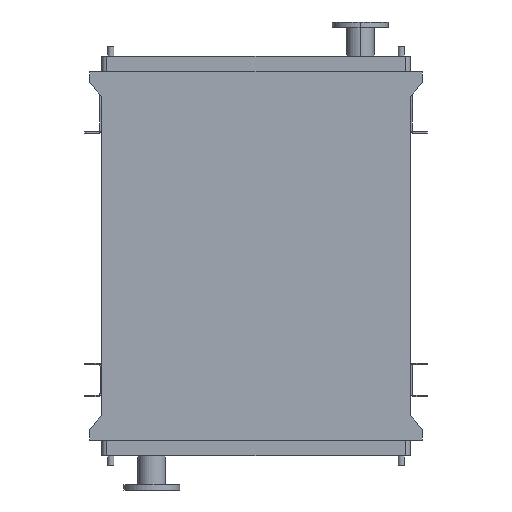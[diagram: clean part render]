
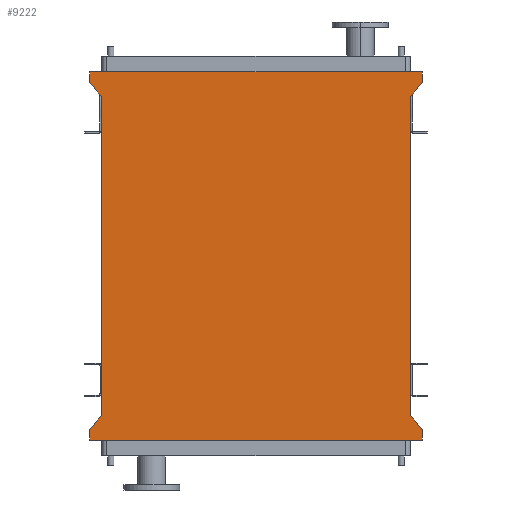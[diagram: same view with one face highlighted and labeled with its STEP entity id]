
A CAD part, front view. The second image highlights one B-rep face of the part: STEP entity #9222.
In plain terms, the highlighted planar face has unit normal (0, -1, 0).
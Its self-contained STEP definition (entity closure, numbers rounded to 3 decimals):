
#401 = ORIENTED_EDGE ( 'NONE', *, *, #3578, .F. ) ;
#484 = DIRECTION ( 'NONE',  ( 0., 0., 1. ) ) ;
#522 = AXIS2_PLACEMENT_3D ( 'NONE', #8018, #5819, #5681 ) ;
#533 = CARTESIAN_POINT ( 'NONE',  ( -651., 0., -1345. ) ) ;
#571 = CARTESIAN_POINT ( 'NONE',  ( 651., 0., 53. ) ) ;
#624 = VERTEX_POINT ( 'NONE', #5429 ) ;
#827 = LINE ( 'NONE', #10625, #1188 ) ;
#1039 = CARTESIAN_POINT ( 'NONE',  ( -651., 0., 53. ) ) ;
#1188 = VECTOR ( 'NONE', #11546, 1000. ) ;
#1287 = VECTOR ( 'NONE', #3002, 1000. ) ;
#1313 = LINE ( 'NONE', #12446, #12894 ) ;
#1448 = EDGE_CURVE ( 'NONE', #11672, #8066, #3721, .T. ) ;
#1600 = LINE ( 'NONE', #533, #2834 ) ;
#1872 = DIRECTION ( 'NONE',  ( 0., 0., -1. ) ) ;
#2187 = DIRECTION ( 'NONE',  ( 0., 0., 1. ) ) ;
#2627 = DIRECTION ( 'NONE',  ( -0.655, 0., -0.755 ) ) ;
#2809 = CARTESIAN_POINT ( 'NONE',  ( 651., 0., 95. ) ) ;
#2834 = VECTOR ( 'NONE', #4761, 1000. ) ;
#3002 = DIRECTION ( 'NONE',  ( 0., 0., 1. ) ) ;
#3117 = ORIENTED_EDGE ( 'NONE', *, *, #1448, .T. ) ;
#3398 = EDGE_CURVE ( 'NONE', #3907, #624, #12477, .T. ) ;
#3578 = EDGE_CURVE ( 'NONE', #11672, #6948, #827, .T. ) ;
#3600 = PLANE ( 'NONE',  #522 ) ;
#3610 = ORIENTED_EDGE ( 'NONE', *, *, #9437, .F. ) ;
#3641 = ORIENTED_EDGE ( 'NONE', *, *, #6016, .F. ) ;
#3721 = LINE ( 'NONE', #12166, #11897 ) ;
#3907 = VERTEX_POINT ( 'NONE', #11014 ) ;
#3919 = VECTOR ( 'NONE', #5411, 1000. ) ;
#4112 = LINE ( 'NONE', #10318, #11982 ) ;
#4206 = VECTOR ( 'NONE', #1872, 1000. ) ;
#4233 = VERTEX_POINT ( 'NONE', #9367 ) ;
#4271 = LINE ( 'NONE', #6339, #3919 ) ;
#4401 = VECTOR ( 'NONE', #11334, 1000. ) ;
#4559 = ORIENTED_EDGE ( 'NONE', *, *, #10024, .F. ) ;
#4716 = CARTESIAN_POINT ( 'NONE',  ( -651., 0., -1345. ) ) ;
#4761 = DIRECTION ( 'NONE',  ( -1., 0., 0. ) ) ;
#4961 = VECTOR ( 'NONE', #2627, 1000. ) ;
#4990 = CARTESIAN_POINT ( 'NONE',  ( 651., 0., 53. ) ) ;
#5047 = EDGE_LOOP ( 'NONE', ( #3117, #14097, #3610, #3641, #13165, #7973, #9517, #6439, #8857, #4559, #8104, #401 ) ) ;
#5098 = CARTESIAN_POINT ( 'NONE',  ( -651., 0., 95. ) ) ;
#5342 = LINE ( 'NONE', #1039, #5978 ) ;
#5411 = DIRECTION ( 'NONE',  ( 1., 0., 0. ) ) ;
#5429 = CARTESIAN_POINT ( 'NONE',  ( -605., 0., 0. ) ) ;
#5681 = DIRECTION ( 'NONE',  ( 0., 0., -1. ) ) ;
#5819 = DIRECTION ( 'NONE',  ( 0., -1., 0. ) ) ;
#5931 = EDGE_CURVE ( 'NONE', #11569, #11782, #5342, .T. ) ;
#5953 = LINE ( 'NONE', #2809, #4206 ) ;
#5978 = VECTOR ( 'NONE', #2187, 1000. ) ;
#6016 = EDGE_CURVE ( 'NONE', #11782, #9085, #4271, .T. ) ;
#6029 = CARTESIAN_POINT ( 'NONE',  ( 605., 0., -1250. ) ) ;
#6116 = DIRECTION ( 'NONE',  ( -0.655, 0., 0.755 ) ) ;
#6339 = CARTESIAN_POINT ( 'NONE',  ( -651., 0., 95. ) ) ;
#6439 = ORIENTED_EDGE ( 'NONE', *, *, #11065, .F. ) ;
#6948 = VERTEX_POINT ( 'NONE', #12919 ) ;
#7261 = DIRECTION ( 'NONE',  ( 0.655, 0., 0.755 ) ) ;
#7803 = CARTESIAN_POINT ( 'NONE',  ( 605., 0., 0. ) ) ;
#7914 = CARTESIAN_POINT ( 'NONE',  ( -605., 0., -1250. ) ) ;
#7973 = ORIENTED_EDGE ( 'NONE', *, *, #11049, .F. ) ;
#8018 = CARTESIAN_POINT ( 'NONE',  ( -605., 0., -1250. ) ) ;
#8066 = VERTEX_POINT ( 'NONE', #7803 ) ;
#8104 = ORIENTED_EDGE ( 'NONE', *, *, #10248, .F. ) ;
#8257 = VERTEX_POINT ( 'NONE', #571 ) ;
#8434 = LINE ( 'NONE', #12782, #1287 ) ;
#8857 = ORIENTED_EDGE ( 'NONE', *, *, #13504, .F. ) ;
#8971 = FACE_OUTER_BOUND ( 'NONE', #5047, .T. ) ;
#9085 = VERTEX_POINT ( 'NONE', #11678 ) ;
#9222 = ADVANCED_FACE ( 'NONE', ( #8971 ), #3600, .T. ) ;
#9282 = CARTESIAN_POINT ( 'NONE',  ( -651., 0., -1303. ) ) ;
#9367 = CARTESIAN_POINT ( 'NONE',  ( 651., 0., -1345. ) ) ;
#9437 = EDGE_CURVE ( 'NONE', #9085, #8257, #5953, .T. ) ;
#9517 = ORIENTED_EDGE ( 'NONE', *, *, #3398, .F. ) ;
#9938 = VECTOR ( 'NONE', #6116, 1000. ) ;
#10024 = EDGE_CURVE ( 'NONE', #4233, #13590, #1600, .T. ) ;
#10248 = EDGE_CURVE ( 'NONE', #6948, #4233, #1313, .T. ) ;
#10318 = CARTESIAN_POINT ( 'NONE',  ( -605., 0., -1250. ) ) ;
#10479 = LINE ( 'NONE', #4990, #4961 ) ;
#10625 = CARTESIAN_POINT ( 'NONE',  ( 651., 0., -1303. ) ) ;
#11014 = CARTESIAN_POINT ( 'NONE',  ( -605., 0., -1250. ) ) ;
#11049 = EDGE_CURVE ( 'NONE', #624, #11569, #13614, .T. ) ;
#11065 = EDGE_CURVE ( 'NONE', #11488, #3907, #4112, .T. ) ;
#11334 = DIRECTION ( 'NONE',  ( 0., 0., 1. ) ) ;
#11488 = VERTEX_POINT ( 'NONE', #9282 ) ;
#11535 = CARTESIAN_POINT ( 'NONE',  ( -605., 0., 0. ) ) ;
#11546 = DIRECTION ( 'NONE',  ( 0.655, 0., -0.755 ) ) ;
#11569 = VERTEX_POINT ( 'NONE', #13385 ) ;
#11672 = VERTEX_POINT ( 'NONE', #6029 ) ;
#11678 = CARTESIAN_POINT ( 'NONE',  ( 651., 0., 95. ) ) ;
#11782 = VERTEX_POINT ( 'NONE', #5098 ) ;
#11897 = VECTOR ( 'NONE', #484, 1000. ) ;
#11982 = VECTOR ( 'NONE', #7261, 1000. ) ;
#12166 = CARTESIAN_POINT ( 'NONE',  ( 605., 0., -1250. ) ) ;
#12376 = DIRECTION ( 'NONE',  ( 0., 0., -1. ) ) ;
#12446 = CARTESIAN_POINT ( 'NONE',  ( 651., 0., -1345. ) ) ;
#12477 = LINE ( 'NONE', #7914, #4401 ) ;
#12632 = EDGE_CURVE ( 'NONE', #8257, #8066, #10479, .T. ) ;
#12782 = CARTESIAN_POINT ( 'NONE',  ( -651., 0., -1303. ) ) ;
#12894 = VECTOR ( 'NONE', #12376, 1000. ) ;
#12919 = CARTESIAN_POINT ( 'NONE',  ( 651., 0., -1303. ) ) ;
#13165 = ORIENTED_EDGE ( 'NONE', *, *, #5931, .F. ) ;
#13385 = CARTESIAN_POINT ( 'NONE',  ( -651., 0., 53. ) ) ;
#13504 = EDGE_CURVE ( 'NONE', #13590, #11488, #8434, .T. ) ;
#13590 = VERTEX_POINT ( 'NONE', #4716 ) ;
#13614 = LINE ( 'NONE', #11535, #9938 ) ;
#14097 = ORIENTED_EDGE ( 'NONE', *, *, #12632, .F. ) ;
